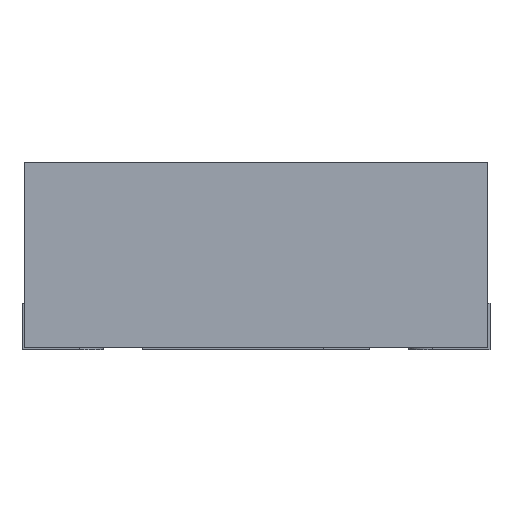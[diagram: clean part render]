
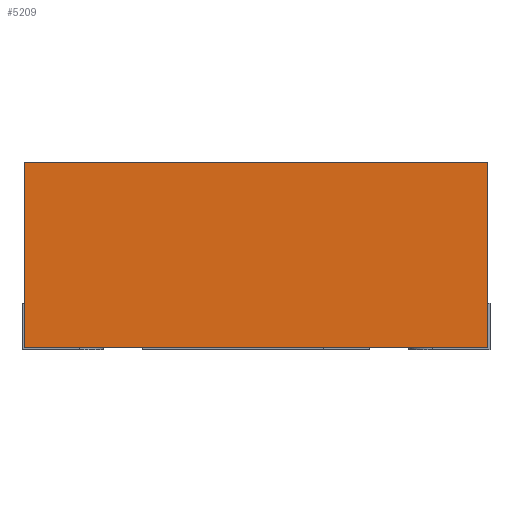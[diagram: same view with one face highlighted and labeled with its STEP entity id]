
A CAD part, left-side view. The second image highlights one B-rep face of the part: STEP entity #5209.
In plain terms, the highlighted planar face has unit normal (-1, 0, 0).
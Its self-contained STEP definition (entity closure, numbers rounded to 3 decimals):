
#70 = VERTEX_POINT ( 'NONE', #660 ) ;
#118 = CARTESIAN_POINT ( 'NONE',  ( -0.99, -0.99, 0.01 ) ) ;
#182 = DIRECTION ( 'NONE',  ( 1., 0., 0. ) ) ;
#660 = CARTESIAN_POINT ( 'NONE',  ( -0.99, -0.99, 0.802 ) ) ;
#711 = ORIENTED_EDGE ( 'NONE', *, *, #2996, .T. ) ;
#730 = LINE ( 'NONE', #4180, #5739 ) ;
#793 = CARTESIAN_POINT ( 'NONE',  ( -0.99, 0.99, 0.01 ) ) ;
#1219 = CARTESIAN_POINT ( 'NONE',  ( -0.99, -0.99, 0.01 ) ) ;
#1220 = EDGE_LOOP ( 'NONE', ( #2493, #1711, #5694, #711 ) ) ;
#1630 = LINE ( 'NONE', #3907, #6116 ) ;
#1711 = ORIENTED_EDGE ( 'NONE', *, *, #4083, .F. ) ;
#2195 = LINE ( 'NONE', #3352, #6627 ) ;
#2443 = DIRECTION ( 'NONE',  ( 0., 0., -1. ) ) ;
#2493 = ORIENTED_EDGE ( 'NONE', *, *, #3562, .T. ) ;
#2524 = AXIS2_PLACEMENT_3D ( 'NONE', #4038, #182, #3582 ) ;
#2979 = VERTEX_POINT ( 'NONE', #1219 ) ;
#2996 = EDGE_CURVE ( 'NONE', #4580, #7237, #730, .T. ) ;
#3352 = CARTESIAN_POINT ( 'NONE',  ( -0.99, -0.99, 0.802 ) ) ;
#3450 = DIRECTION ( 'NONE',  ( 0., -1., 0. ) ) ;
#3562 = EDGE_CURVE ( 'NONE', #7237, #2979, #6901, .T. ) ;
#3568 = CARTESIAN_POINT ( 'NONE',  ( -0.99, 0.99, 0.802 ) ) ;
#3582 = DIRECTION ( 'NONE',  ( 0., 0., 1. ) ) ;
#3620 = FACE_OUTER_BOUND ( 'NONE', #1220, .T. ) ;
#3907 = CARTESIAN_POINT ( 'NONE',  ( -0.99, -0.99, 0.802 ) ) ;
#4038 = CARTESIAN_POINT ( 'NONE',  ( -0.99, -0.99, 0.802 ) ) ;
#4083 = EDGE_CURVE ( 'NONE', #70, #2979, #1630, .T. ) ;
#4180 = CARTESIAN_POINT ( 'NONE',  ( -0.99, 0.99, 0.802 ) ) ;
#4580 = VERTEX_POINT ( 'NONE', #3568 ) ;
#5209 = ADVANCED_FACE ( 'NONE', ( #3620 ), #5908, .F. ) ;
#5310 = EDGE_CURVE ( 'NONE', #4580, #70, #2195, .T. ) ;
#5673 = DIRECTION ( 'NONE',  ( 0., 0., -1. ) ) ;
#5694 = ORIENTED_EDGE ( 'NONE', *, *, #5310, .F. ) ;
#5739 = VECTOR ( 'NONE', #2443, 1000. ) ;
#5908 = PLANE ( 'NONE',  #2524 ) ;
#6116 = VECTOR ( 'NONE', #5673, 1000. ) ;
#6233 = VECTOR ( 'NONE', #3450, 1000. ) ;
#6627 = VECTOR ( 'NONE', #7253, 1000. ) ;
#6901 = LINE ( 'NONE', #118, #6233 ) ;
#7237 = VERTEX_POINT ( 'NONE', #793 ) ;
#7253 = DIRECTION ( 'NONE',  ( 0., -1., 0. ) ) ;
